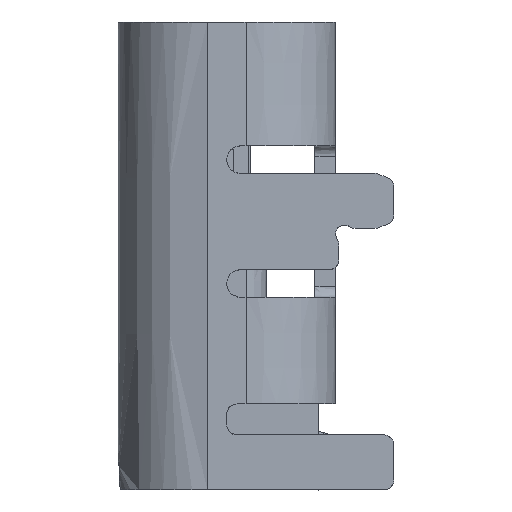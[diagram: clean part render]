
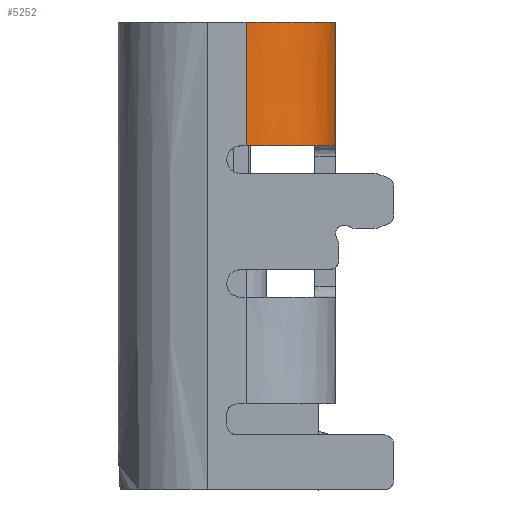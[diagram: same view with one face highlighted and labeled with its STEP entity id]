
A CAD part, left-side view. The second image highlights one B-rep face of the part: STEP entity #5252.
In plain terms, the highlighted free-form (B-spline) face has degree [3, 3] with [10, 4] control points.
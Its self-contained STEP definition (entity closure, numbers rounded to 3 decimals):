
#836 = CARTESIAN_POINT ( 'NONE',  ( -4.602, -0.589, 16.304 ) ) ;
#866 = VERTEX_POINT ( 'NONE', #20357 ) ;
#1657 = CARTESIAN_POINT ( 'NONE',  ( -4.116, -1.446, 16.268 ) ) ;
#1853 = CARTESIAN_POINT ( 'NONE',  ( -4.116, -1.446, 18.14 ) ) ;
#2019 = CARTESIAN_POINT ( 'NONE',  ( -4.602, -0.375, 18.14 ) ) ;
#2187 = CARTESIAN_POINT ( 'NONE',  ( -4.602, -0.375, 16.268 ) ) ;
#2381 = CARTESIAN_POINT ( 'NONE',  ( -4.492, -0.969, 16.268 ) ) ;
#2632 = ORIENTED_EDGE ( 'NONE', *, *, #23299, .F. ) ;
#4055 = FACE_OUTER_BOUND ( 'NONE', #14004, .T. ) ;
#4130 = CARTESIAN_POINT ( 'NONE',  ( -3.641, -1.683, 16.304 ) ) ;
#4593 = CARTESIAN_POINT ( 'NONE',  ( -4.332, -1.23, 18.14 ) ) ;
#4799 = CARTESIAN_POINT ( 'NONE',  ( -3.261, -1.716, 17.516 ) ) ;
#4980 = CARTESIAN_POINT ( 'NONE',  ( -4.116, -1.446, 16.892 ) ) ;
#5043 = EDGE_CURVE ( 'NONE', #29515, #28881, #22897, .T. ) ;
#5097 = CARTESIAN_POINT ( 'NONE',  ( -3.578, -1.697, 18.104 ) ) ;
#5158 = CARTESIAN_POINT ( 'NONE',  ( -4.605, -0.476, 17.516 ) ) ;
#5252 = ADVANCED_FACE ( 'NONE', ( #4055 ), #30978, .T. ) ;
#7422 = CARTESIAN_POINT ( 'NONE',  ( -4.602, -0.416, 16.904 ) ) ;
#7555 = CARTESIAN_POINT ( 'NONE',  ( -3.261, -1.716, 16.268 ) ) ;
#7747 = CARTESIAN_POINT ( 'NONE',  ( -4.492, -0.969, 17.516 ) ) ;
#7926 = CARTESIAN_POINT ( 'NONE',  ( -4.588, -0.679, 16.892 ) ) ;
#8119 = CARTESIAN_POINT ( 'NONE',  ( -4.605, -0.476, 16.892 ) ) ;
#8277 = ORIENTED_EDGE ( 'NONE', *, *, #30455, .F. ) ;
#10702 = CARTESIAN_POINT ( 'NONE',  ( -4.602, -0.375, 17.516 ) ) ;
#10875 = CARTESIAN_POINT ( 'NONE',  ( -4.492, -0.969, 16.892 ) ) ;
#11907 = CARTESIAN_POINT ( 'NONE',  ( -4.602, -0.416, 18.104 ) ) ;
#12193 = CARTESIAN_POINT ( 'NONE',  ( -3.302, -1.716, 16.904 ) ) ;
#12647 = CARTESIAN_POINT ( 'NONE',  ( -4.343, -1.214, 16.304 ) ) ;
#12935 = CARTESIAN_POINT ( 'NONE',  ( -3.856, -1.606, 17.516 ) ) ;
#13122 = CARTESIAN_POINT ( 'NONE',  ( -3.565, -1.701, 16.268 ) ) ;
#13181 = CARTESIAN_POINT ( 'NONE',  ( -4.602, -0.416, 18.104 ) ) ;
#13472 = CARTESIAN_POINT ( 'NONE',  ( -4.588, -0.679, 18.14 ) ) ;
#13585 = ORIENTED_EDGE ( 'NONE', *, *, #34804, .T. ) ;
#13672 = CARTESIAN_POINT ( 'NONE',  ( -3.565, -1.701, 18.14 ) ) ;
#14004 = EDGE_LOOP ( 'NONE', ( #2632, #13585, #15428, #8277 ) ) ;
#14005 = VERTEX_POINT ( 'NONE', #15278 ) ;
#15278 = CARTESIAN_POINT ( 'NONE',  ( -3.302, -1.716, 16.304 ) ) ;
#15428 = ORIENTED_EDGE ( 'NONE', *, *, #5043, .T. ) ;
#15736 = CARTESIAN_POINT ( 'NONE',  ( -4.492, -0.969, 18.104 ) ) ;
#15862 = CARTESIAN_POINT ( 'NONE',  ( -4.605, -0.476, 16.268 ) ) ;
#16051 = CARTESIAN_POINT ( 'NONE',  ( -3.261, -1.716, 18.14 ) ) ;
#16170 = CARTESIAN_POINT ( 'NONE',  ( -3.302, -1.716, 18.104 ) ) ;
#17375 = CARTESIAN_POINT ( 'NONE',  ( -3.302, -1.716, 16.304 ) ) ;
#17641 = CARTESIAN_POINT ( 'NONE',  ( -4.1, -1.457, 16.304 ) ) ;
#18664 = CARTESIAN_POINT ( 'NONE',  ( -4.602, -0.375, 16.892 ) ) ;
#18703 = CARTESIAN_POINT ( 'NONE',  ( -4.602, -0.416, 16.304 ) ) ;
#18856 = CARTESIAN_POINT ( 'NONE',  ( -3.261, -1.716, 16.892 ) ) ;
#19243 = CARTESIAN_POINT ( 'NONE',  ( -4.332, -1.23, 17.516 ) ) ;
#20357 = CARTESIAN_POINT ( 'NONE',  ( -3.302, -1.716, 18.104 ) ) ;
#21175 = B_SPLINE_CURVE_WITH_KNOTS ( 'NONE', 3,
 ( #32199, #32563, #4130, #29409, #17641, #12647, #23941, #35127, #836, #23402 ),
 .UNSPECIFIED., .F., .F.,
 ( 4, 2, 2, 2, 4 ),
 ( 0., 0.25, 0.5, 0.75, 1. ),
 .UNSPECIFIED. ) ;
#21342 = CARTESIAN_POINT ( 'NONE',  ( -4.602, -0.504, 18.104 ) ) ;
#21465 = CARTESIAN_POINT ( 'NONE',  ( -4.588, -0.679, 16.268 ) ) ;
#21510 = CARTESIAN_POINT ( 'NONE',  ( -4.602, -0.416, 17.504 ) ) ;
#21652 = CARTESIAN_POINT ( 'NONE',  ( -3.363, -1.719, 16.268 ) ) ;
#22897 = B_SPLINE_CURVE_WITH_KNOTS ( 'NONE', 3,
 ( #30111, #21510, #7422, #18703 ),
 .UNSPECIFIED., .F., .F.,
 ( 4, 4 ),
 ( 0., 1. ),
 .UNSPECIFIED. ) ;
#23299 = EDGE_CURVE ( 'NONE', #866, #14005, #31156, .T. ) ;
#23402 = CARTESIAN_POINT ( 'NONE',  ( -4.602, -0.416, 16.304 ) ) ;
#23941 = CARTESIAN_POINT ( 'NONE',  ( -4.437, -1.073, 16.304 ) ) ;
#24112 = CARTESIAN_POINT ( 'NONE',  ( -4.332, -1.23, 18.104 ) ) ;
#24249 = CARTESIAN_POINT ( 'NONE',  ( -3.363, -1.719, 17.516 ) ) ;
#24431 = CARTESIAN_POINT ( 'NONE',  ( -3.565, -1.701, 16.892 ) ) ;
#24494 = CARTESIAN_POINT ( 'NONE',  ( -4.116, -1.446, 18.104 ) ) ;
#24791 = CARTESIAN_POINT ( 'NONE',  ( -3.856, -1.606, 16.268 ) ) ;
#24968 = CARTESIAN_POINT ( 'NONE',  ( -4.588, -0.679, 17.516 ) ) ;
#28881 = VERTEX_POINT ( 'NONE', #31779 ) ;
#29409 = CARTESIAN_POINT ( 'NONE',  ( -3.959, -1.551, 16.304 ) ) ;
#29515 = VERTEX_POINT ( 'NONE', #11907 ) ;
#29578 = CARTESIAN_POINT ( 'NONE',  ( -3.856, -1.606, 18.104 ) ) ;
#29868 = CARTESIAN_POINT ( 'NONE',  ( -4.332, -1.23, 16.268 ) ) ;
#29931 = CARTESIAN_POINT ( 'NONE',  ( -4.583, -0.692, 18.104 ) ) ;
#30061 = CARTESIAN_POINT ( 'NONE',  ( -4.332, -1.23, 16.892 ) ) ;
#30111 = CARTESIAN_POINT ( 'NONE',  ( -4.602, -0.416, 18.104 ) ) ;
#30247 = CARTESIAN_POINT ( 'NONE',  ( -4.492, -0.969, 18.14 ) ) ;
#30432 = CARTESIAN_POINT ( 'NONE',  ( -4.116, -1.446, 17.516 ) ) ;
#30455 = EDGE_CURVE ( 'NONE', #14005, #28881, #21175, .T. ) ;
#30978 = B_SPLINE_SURFACE_WITH_KNOTS ( 'NONE', 3, 3, ( 
 ( #2187, #18664, #10702, #2019 ),
 ( #15862, #8119, #5158, #33043 ),
 ( #21465, #7926, #24968, #13472 ),
 ( #2381, #10875, #7747, #30247 ),
 ( #29868, #30061, #19243, #4593 ),
 ( #1657, #4980, #30432, #1853 ),
 ( #24791, #32666, #12935, #35964 ),
 ( #13122, #24431, #35601, #13672 ),
 ( #21652, #32843, #24249, #35423 ),
 ( #7555, #18856, #4799, #16051 ) ),
 .UNSPECIFIED., .F., .F., .F.,
 ( 4, 1, 1, 1, 1, 1, 1, 4 ),
 ( 4, 4 ),
 ( 3.11, 3.344, 3.577, 3.81, 4.044, 4.277, 4.51, 4.744 ),
 ( 0., 1.872 ),
 .UNSPECIFIED. ) ;
#31156 = B_SPLINE_CURVE_WITH_KNOTS ( 'NONE', 3,
 ( #34526, #31961, #12193, #17375 ),
 .UNSPECIFIED., .F., .F.,
 ( 4, 4 ),
 ( 0., 1. ),
 .UNSPECIFIED. ) ;
#31779 = CARTESIAN_POINT ( 'NONE',  ( -4.602, -0.416, 16.304 ) ) ;
#31961 = CARTESIAN_POINT ( 'NONE',  ( -3.302, -1.716, 17.504 ) ) ;
#32199 = CARTESIAN_POINT ( 'NONE',  ( -3.302, -1.716, 16.304 ) ) ;
#32563 = CARTESIAN_POINT ( 'NONE',  ( -3.475, -1.716, 16.304 ) ) ;
#32666 = CARTESIAN_POINT ( 'NONE',  ( -3.856, -1.606, 16.892 ) ) ;
#32843 = CARTESIAN_POINT ( 'NONE',  ( -3.363, -1.719, 16.892 ) ) ;
#33043 = CARTESIAN_POINT ( 'NONE',  ( -4.605, -0.476, 18.14 ) ) ;
#33819 = B_SPLINE_CURVE_WITH_KNOTS ( 'NONE', 3,
 ( #16170, #35902, #5097, #29578, #24494, #24112, #15736, #29931, #21342, #13181 ),
 .UNSPECIFIED., .F., .F.,
 ( 4, 1, 1, 1, 1, 1, 1, 4 ),
 ( 0., 0.129, 0.277, 0.426, 0.574, 0.723, 0.871, 1. ),
 .UNSPECIFIED. ) ;
#34526 = CARTESIAN_POINT ( 'NONE',  ( -3.302, -1.716, 18.104 ) ) ;
#34804 = EDGE_CURVE ( 'NONE', #866, #29515, #33819, .T. ) ;
#35127 = CARTESIAN_POINT ( 'NONE',  ( -4.569, -0.754, 16.304 ) ) ;
#35423 = CARTESIAN_POINT ( 'NONE',  ( -3.363, -1.719, 18.14 ) ) ;
#35601 = CARTESIAN_POINT ( 'NONE',  ( -3.565, -1.701, 17.516 ) ) ;
#35902 = CARTESIAN_POINT ( 'NONE',  ( -3.39, -1.716, 18.104 ) ) ;
#35964 = CARTESIAN_POINT ( 'NONE',  ( -3.856, -1.606, 18.14 ) ) ;
